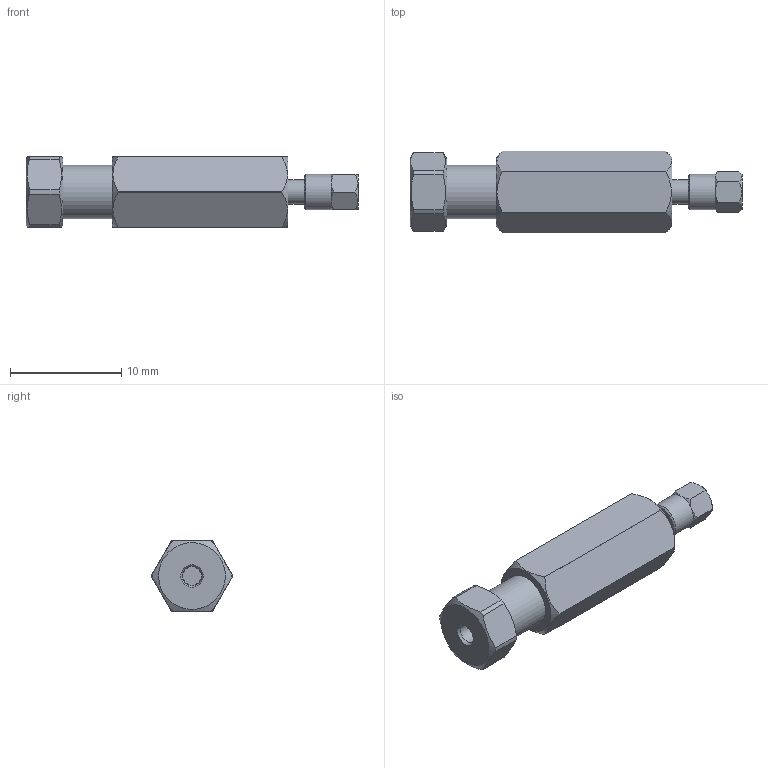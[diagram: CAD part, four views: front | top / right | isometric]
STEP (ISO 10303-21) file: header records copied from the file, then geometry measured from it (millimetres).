
FILE_DESCRIPTION((''),'2;1');
FILE_NAME('506308-C360RU1S66 Reducing union.stp','2013-08-23T10:22:54',('Franzp'),(''),'Autodesk Inventor 2013','Autodesk Inventor 2013','');
FILE_SCHEMA(('AUTOMOTIVE_DESIGN { 1 0 10303 214 1 1 1 1 }'));
Length unit declared in the file: millimetre
Products named in the file (1): 506308_Shrinkwrap_1
Bounding box: 29.86 x 7.33 x 6.35 mm (x, y, z)
Surface area: 784.9 mm2 (no closed solid volume)
Topology: 0 solids, 5 shells, 52 faces, 146 edges, 95 vertices
Faces by surface type: plane 25, cone 16, cylinder 11
Full cylindrical faces by diameter (mm): 1.016 x1, 1.727 x1, 2.184 x1, 3.175 x1, 4.826 x1
Entity records: 1598 total; most frequent: CARTESIAN_POINT 351, DIRECTION 242, ORIENTED_EDGE 217, EDGE_CURVE 125, AXIS2_PLACEMENT_3D 106, VERTEX_POINT 89, EDGE_LOOP 73, CIRCLE 53
